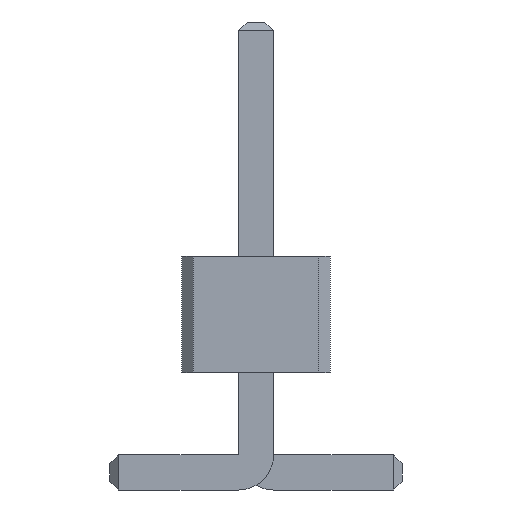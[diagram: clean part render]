
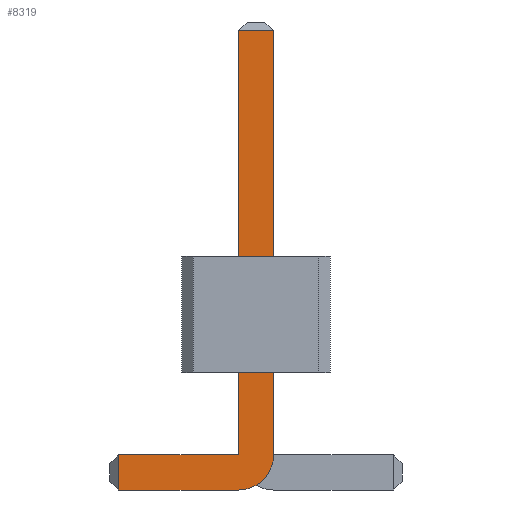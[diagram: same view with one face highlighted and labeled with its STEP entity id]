
A CAD part, front view. The second image highlights one B-rep face of the part: STEP entity #8319.
In plain terms, the highlighted planar face has unit normal (0, -1, 0).
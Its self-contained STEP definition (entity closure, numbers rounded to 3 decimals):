
#56=DIRECTION('',(0.,-1.,0.));
#67=DIRECTION('',(1.,0.,0.));
#1751=VECTOR('',#67,1.);
#1804=DIRECTION('',(-1.,0.,0.));
#3485=VECTOR('',#1804,1.);
#3719=DIRECTION('',(0.,0.,-1.));
#3738=VECTOR('',#3719,1.);
#8149=VECTOR('',#8150,1.);
#8150=DIRECTION('',(0.,0.,1.));
#8172=DIRECTION('',(0.,-1.,0.));
#8173=DIRECTION('',(-1.,0.,0.));
#8180=VERTEX_POINT('',#8181);
#8181=CARTESIAN_POINT('',(-1.175,-14.65,0.));
#8184=ORIENTED_EDGE('',*,*,#8185,.T.);
#8185=EDGE_CURVE('',#8180,#8186,#8188,.T.);
#8186=VERTEX_POINT('',#8187);
#8187=CARTESIAN_POINT('',(-0.15,-14.65,0.));
#8188=LINE('',#8189,#1751);
#8189=CARTESIAN_POINT('',(-1.25,-14.65,0.));
#8221=VERTEX_POINT('',#8222);
#8222=CARTESIAN_POINT('',(0.15,-14.65,0.3));
#8225=EDGE_CURVE('',#8186,#8221,#8226,.T.);
#8226=CIRCLE('',#8227,0.3);
#8227=AXIS2_PLACEMENT_3D('',#8228,#56,#3719);
#8228=CARTESIAN_POINT('',(-0.15,-14.65,0.3));
#8236=VERTEX_POINT('',#8228);
#8238=ORIENTED_EDGE('',*,*,#8239,.T.);
#8239=EDGE_CURVE('',#8236,#8240,#8242,.T.);
#8240=VERTEX_POINT('',#8241);
#8241=CARTESIAN_POINT('',(-1.175,-14.65,0.3));
#8242=LINE('',#8228,#3485);
#8252=ORIENTED_EDGE('',*,*,#8253,.T.);
#8253=EDGE_CURVE('',#8221,#8254,#8256,.T.);
#8254=VERTEX_POINT('',#8255);
#8255=CARTESIAN_POINT('',(0.15,-14.65,3.925));
#8256=LINE('',#8257,#8149);
#8257=CARTESIAN_POINT('',(0.15,-14.65,0.));
#8270=VERTEX_POINT('',#8271);
#8271=CARTESIAN_POINT('',(-0.15,-14.65,3.925));
#8273=ORIENTED_EDGE('',*,*,#8274,.T.);
#8274=EDGE_CURVE('',#8270,#8236,#8275,.T.);
#8275=LINE('',#8276,#3738);
#8276=CARTESIAN_POINT('',(-0.15,-14.65,4.));
#8319=ADVANCED_FACE('',(#8320),#8329,.T.);
#8320=FACE_BOUND('',#8321,.T.);
#8321=EDGE_LOOP('',(#8184,#8322,#8252,#8323,#8273,#8238,#8326));
#8322=ORIENTED_EDGE('',*,*,#8225,.T.);
#8323=ORIENTED_EDGE('',*,*,#8324,.T.);
#8324=EDGE_CURVE('',#8254,#8270,#8325,.T.);
#8325=LINE('',#8255,#3485);
#8326=ORIENTED_EDGE('',*,*,#8327,.T.);
#8327=EDGE_CURVE('',#8240,#8180,#8328,.T.);
#8328=LINE('',#8241,#3738);
#8329=PLANE('',#8330);
#8330=AXIS2_PLACEMENT_3D('',#8331,#8172,#8173);
#8331=CARTESIAN_POINT('',(-0.173,-14.65,1.623));
